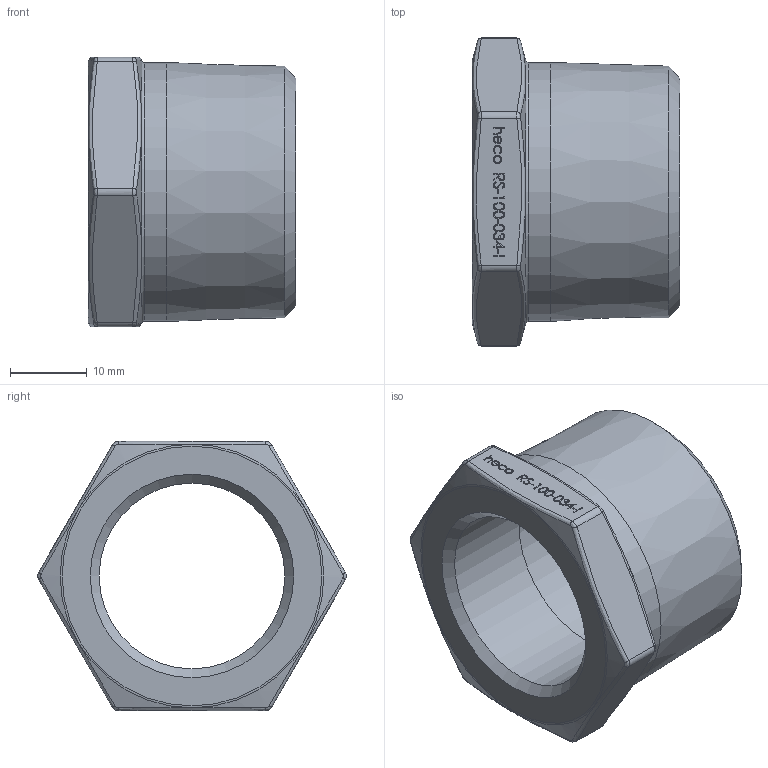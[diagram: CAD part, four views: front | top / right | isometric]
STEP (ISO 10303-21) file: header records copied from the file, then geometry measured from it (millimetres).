
FILE_DESCRIPTION (( 'STEP AP214' ), '1' );
FILE_NAME ('RS-100-034-I 2401.STEP', '2024-01-05T09:22:19', ( '' ), ( '' ), 'SwSTEP 2.0', 'SolidWorks 2019', '' );
FILE_SCHEMA (( 'AUTOMOTIVE_DESIGN' ));
Length unit declared in the file: millimetre
Products named in the file (1): RS-100-034-I 2401
Bounding box: 27 x 40.1 x 35 mm (x, y, z)
Volume: 10641 mm3; surface area: 5971.6 mm2
Topology: 1 solids, 1 shells, 236 faces, 603 edges, 393 vertices
Faces by surface type: bspline 120, plane 96, cylinder 9, cone 6, torus 5
Full cylindrical faces by diameter (mm): 24.117 x1, 26.841 x1, 33.65 x1
Entity records: 15026 total; most frequent: CARTESIAN_POINT 8277, ORIENTED_EDGE 1160, DIRECTION 614, EDGE_CURVE 580, VERTEX_POINT 384, VECTOR 300, LINE 300, EDGE_LOOP 276
